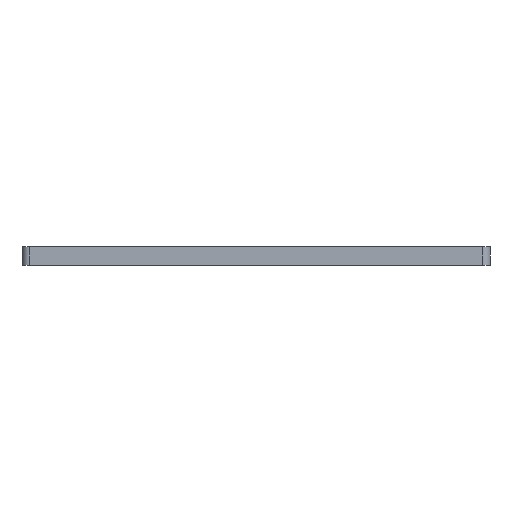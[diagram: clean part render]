
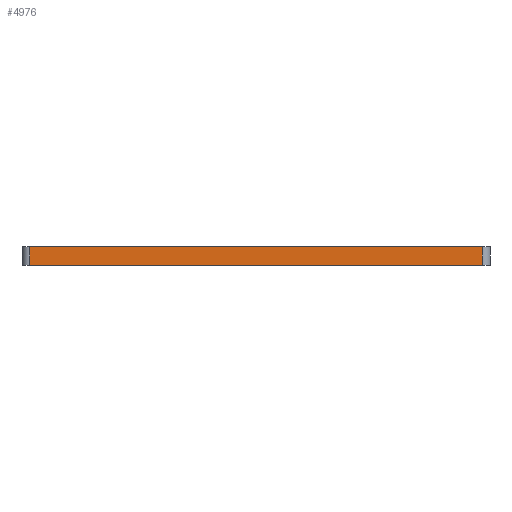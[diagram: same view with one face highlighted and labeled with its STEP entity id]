
A CAD part, front view. The second image highlights one B-rep face of the part: STEP entity #4976.
In plain terms, the highlighted planar face has unit normal (0, -1, 0).
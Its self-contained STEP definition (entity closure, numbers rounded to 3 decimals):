
#165=CARTESIAN_POINT('',(-8.175,-9.425,9.));
#166=VERTEX_POINT('',#165);
#174=CARTESIAN_POINT('',(65.175,-9.425,9.));
#175=VERTEX_POINT('',#174);
#176=CARTESIAN_POINT('',(65.175,-9.425,9.));
#177=DIRECTION('',(-1.,0.,0.));
#178=VECTOR('',#177,73.35);
#179=LINE('',#176,#178);
#180=EDGE_CURVE('',#175,#166,#179,.T.);
#2778=CARTESIAN_POINT('',(65.175,-9.425,6.));
#2779=VERTEX_POINT('',#2778);
#2787=CARTESIAN_POINT('',(-8.175,-9.425,6.));
#2788=VERTEX_POINT('',#2787);
#2789=CARTESIAN_POINT('',(65.175,-9.425,6.));
#2790=DIRECTION('',(-1.,0.,0.));
#2791=VECTOR('',#2790,73.35);
#2792=LINE('',#2789,#2791);
#2793=EDGE_CURVE('',#2779,#2788,#2792,.T.);
#4955=CARTESIAN_POINT('',(19.,-9.425,9.));
#4956=DIRECTION('',(0.,-1.,0.));
#4957=DIRECTION('',(0.,0.,-1.));
#4958=AXIS2_PLACEMENT_3D('',#4955,#4956,#4957);
#4959=PLANE('',#4958);
#4960=ORIENTED_EDGE('',*,*,#180,.T.);
#4961=CARTESIAN_POINT('',(-8.175,-9.425,9.));
#4962=DIRECTION('',(-0.,-0.,-1.));
#4963=VECTOR('',#4962,3.);
#4964=LINE('',#4961,#4963);
#4965=EDGE_CURVE('',#166,#2788,#4964,.T.);
#4966=ORIENTED_EDGE('',*,*,#4965,.T.);
#4967=ORIENTED_EDGE('',*,*,#2793,.F.);
#4968=CARTESIAN_POINT('',(65.175,-9.425,6.));
#4969=DIRECTION('',(0.,0.,1.));
#4970=VECTOR('',#4969,3.);
#4971=LINE('',#4968,#4970);
#4972=EDGE_CURVE('',#2779,#175,#4971,.T.);
#4973=ORIENTED_EDGE('',*,*,#4972,.T.);
#4974=EDGE_LOOP('',(#4960,#4966,#4967,#4973));
#4975=FACE_BOUND('',#4974,.T.);
#4976=ADVANCED_FACE('',(#4975),#4959,.T.);
